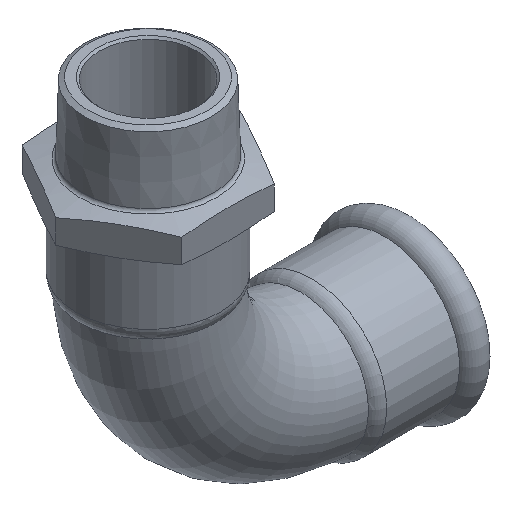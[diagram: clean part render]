
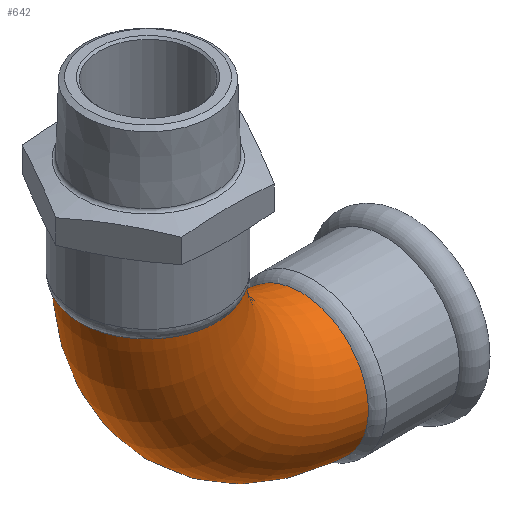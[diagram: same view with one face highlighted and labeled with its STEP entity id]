
A CAD part, isometric view. The second image highlights one B-rep face of the part: STEP entity #642.
In plain terms, the highlighted toroidal (fillet/blend) face has major radius 42 mm and minor radius 17.5 mm.
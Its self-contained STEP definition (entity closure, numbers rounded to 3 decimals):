
#15=B_SPLINE_CURVE_WITH_KNOTS('',3,(#1139,#1140,#1141,#1142,#1143,#1144,
#1145,#1146,#1147,#1148,#1149,#1150,#1151,#1152,#1153,#1154,#1155,#1156,
#1157,#1158),.UNSPECIFIED.,.F.,.F.,(4,2,2,2,2,2,2,2,2,4),(2.749,
3.421,4.105,4.789,5.474,6.161,
6.85,7.538,8.222,8.272),
 .UNSPECIFIED.);
#16=B_SPLINE_CURVE_WITH_KNOTS('',3,(#1159,#1160,#1161,#1162,#1163,#1164,
#1165,#1166,#1167,#1168,#1169,#1170,#1171,#1172,#1173,#1174,#1175,#1176,
#1177,#1178,#1179,#1180,#1181),.UNSPECIFIED.,.F.,.F.,(4,2,2,2,2,3,2,2,2,
2,4),(8.272,8.901,9.581,10.266,
10.655,11.043,11.73,12.415,13.099,
13.782,13.793),.UNSPECIFIED.);
#22=B_SPLINE_CURVE_WITH_KNOTS('',3,(#1298,#1299,#1300,#1301,#1302,#1303,
#1304,#1305,#1306,#1307,#1308,#1309,#1310,#1311,#1312,#1313,#1314,#1315,
#1316,#1317),.UNSPECIFIED.,.F.,.F.,(4,2,2,2,2,2,2,2,2,4),(0.,0.683,
1.366,2.05,2.735,3.422,4.109,
4.796,5.48,5.52),.UNSPECIFIED.);
#23=B_SPLINE_CURVE_WITH_KNOTS('',3,(#1318,#1319,#1320,#1321,#1322,#1323,
#1324,#1325,#1326,#1327,#1328,#1329,#1330,#1331,#1332,#1333,#1334,#1335,
#1336,#1337),.UNSPECIFIED.,.F.,.F.,(4,2,2,2,2,2,2,2,2,4),(5.52,
6.16,6.841,7.525,8.211,8.897,
9.582,10.266,10.653,11.039),
 .UNSPECIFIED.);
#127=FACE_OUTER_BOUND('',#161,.T.);
#161=EDGE_LOOP('',(#566,#567,#568,#569,#570,#571));
#222=CIRCLE('',#752,24.5);
#277=VERTEX_POINT('',#1136);
#278=VERTEX_POINT('',#1138);
#287=VERTEX_POINT('',#1296);
#288=VERTEX_POINT('',#1297);
#367=EDGE_CURVE('',#278,#277,#15,.T.);
#368=EDGE_CURVE('',#277,#278,#16,.T.);
#379=EDGE_CURVE('',#287,#288,#22,.T.);
#380=EDGE_CURVE('',#288,#287,#23,.T.);
#391=EDGE_CURVE('',#288,#277,#222,.T.);
#566=ORIENTED_EDGE('',*,*,#379,.T.);
#567=ORIENTED_EDGE('',*,*,#391,.T.);
#568=ORIENTED_EDGE('',*,*,#368,.T.);
#569=ORIENTED_EDGE('',*,*,#367,.T.);
#570=ORIENTED_EDGE('',*,*,#391,.F.);
#571=ORIENTED_EDGE('',*,*,#380,.T.);
#612=TOROIDAL_SURFACE('',#751,42.,17.5);
#642=ADVANCED_FACE('',(#127),#612,.T.);
#751=AXIS2_PLACEMENT_3D('',#1357,#948,#949);
#752=AXIS2_PLACEMENT_3D('',#1358,#950,#951);
#948=DIRECTION('center_axis',(0.,1.,0.));
#949=DIRECTION('ref_axis',(0.,0.,1.));
#950=DIRECTION('center_axis',(0.,-1.,0.));
#951=DIRECTION('ref_axis',(0.,0.,1.));
#1136=CARTESIAN_POINT('',(-28.892,0.,17.671));
#1138=CARTESIAN_POINT('',(-29.047,0.,-17.422));
#1139=CARTESIAN_POINT('Ctrl Pts',(-29.047,0.,
-17.422));
#1140=CARTESIAN_POINT('Ctrl Pts',(-29.047,-2.239,-17.422));
#1141=CARTESIAN_POINT('Ctrl Pts',(-29.046,-4.458,-16.992));
#1142=CARTESIAN_POINT('Ctrl Pts',(-29.043,-8.648,-15.303));
#1143=CARTESIAN_POINT('Ctrl Pts',(-29.041,-10.573,-14.047));
#1144=CARTESIAN_POINT('Ctrl Pts',(-29.034,-13.837,-10.866));
#1145=CARTESIAN_POINT('Ctrl Pts',(-29.029,-15.144,-8.971));
#1146=CARTESIAN_POINT('Ctrl Pts',(-29.018,-16.96,-4.783));
#1147=CARTESIAN_POINT('Ctrl Pts',(-29.011,-17.451,-2.529));
#1148=CARTESIAN_POINT('Ctrl Pts',(-28.994,-17.542,2.045));
#1149=CARTESIAN_POINT('Ctrl Pts',(-28.985,-17.14,4.322));
#1150=CARTESIAN_POINT('Ctrl Pts',(-28.963,-15.485,8.598));
#1151=CARTESIAN_POINT('Ctrl Pts',(-28.951,-14.247,10.555));
#1152=CARTESIAN_POINT('Ctrl Pts',(-28.927,-11.089,13.882));
#1153=CARTESIAN_POINT('Ctrl Pts',(-28.916,-9.199,15.22));
#1154=CARTESIAN_POINT('Ctrl Pts',(-28.898,-5.024,17.085));
#1155=CARTESIAN_POINT('Ctrl Pts',(-28.893,-2.781,17.598));
#1156=CARTESIAN_POINT('Ctrl Pts',(-28.892,-0.335,
17.669));
#1157=CARTESIAN_POINT('Ctrl Pts',(-28.892,-0.167,
17.671));
#1158=CARTESIAN_POINT('Ctrl Pts',(-28.892,0.,
17.671));
#1159=CARTESIAN_POINT('Ctrl Pts',(-28.892,0.,
17.671));
#1160=CARTESIAN_POINT('Ctrl Pts',(-28.892,2.094,17.671));
#1161=CARTESIAN_POINT('Ctrl Pts',(-28.896,4.172,17.293));
#1162=CARTESIAN_POINT('Ctrl Pts',(-28.911,8.256,15.757));
#1163=CARTESIAN_POINT('Ctrl Pts',(-28.922,10.201,14.553));
#1164=CARTESIAN_POINT('Ctrl Pts',(-28.945,13.538,11.462));
#1165=CARTESIAN_POINT('Ctrl Pts',(-28.957,14.894,9.599));
#1166=CARTESIAN_POINT('Ctrl Pts',(-28.975,16.404,6.355));
#1167=CARTESIAN_POINT('Ctrl Pts',(-28.981,16.82,5.122));
#1168=CARTESIAN_POINT('Ctrl Pts',(-28.992,17.372,2.589));
#1169=CARTESIAN_POINT('Ctrl Pts',(-28.997,17.508,1.296));
#1170=CARTESIAN_POINT('Ctrl Pts',(-29.002,17.5,0.));
#1171=CARTESIAN_POINT('Ctrl Pts',(-29.01,17.486,-2.288));
#1172=CARTESIAN_POINT('Ctrl Pts',(-29.017,17.025,-4.552));
#1173=CARTESIAN_POINT('Ctrl Pts',(-29.029,15.262,-8.77));
#1174=CARTESIAN_POINT('Ctrl Pts',(-29.033,13.979,-10.685));
#1175=CARTESIAN_POINT('Ctrl Pts',(-29.04,10.752,-13.911));
#1176=CARTESIAN_POINT('Ctrl Pts',(-29.043,8.841,-15.192));
#1177=CARTESIAN_POINT('Ctrl Pts',(-29.046,4.637,-16.949));
#1178=CARTESIAN_POINT('Ctrl Pts',(-29.047,2.385,-17.407));
#1179=CARTESIAN_POINT('Ctrl Pts',(-29.047,0.072,
-17.422));
#1180=CARTESIAN_POINT('Ctrl Pts',(-29.047,0.036,
-17.422));
#1181=CARTESIAN_POINT('Ctrl Pts',(-29.047,0.,
-17.422));
#1296=CARTESIAN_POINT('',(-85.429,0.,39.085));
#1297=CARTESIAN_POINT('',(-50.357,0.,39.358));
#1298=CARTESIAN_POINT('Ctrl Pts',(-85.429,0.,39.085));
#1299=CARTESIAN_POINT('Ctrl Pts',(-85.429,2.277,39.085));
#1300=CARTESIAN_POINT('Ctrl Pts',(-84.984,4.531,39.087));
#1301=CARTESIAN_POINT('Ctrl Pts',(-83.255,8.745,39.093));
#1302=CARTESIAN_POINT('Ctrl Pts',(-81.987,10.662,39.098));
#1303=CARTESIAN_POINT('Ctrl Pts',(-78.786,13.907,39.112));
#1304=CARTESIAN_POINT('Ctrl Pts',(-76.883,15.201,39.121));
#1305=CARTESIAN_POINT('Ctrl Pts',(-72.684,16.991,39.142));
#1306=CARTESIAN_POINT('Ctrl Pts',(-70.428,17.467,39.155));
#1307=CARTESIAN_POINT('Ctrl Pts',(-65.856,17.53,39.186));
#1308=CARTESIAN_POINT('Ctrl Pts',(-63.584,17.113,39.203));
#1309=CARTESIAN_POINT('Ctrl Pts',(-59.324,15.433,39.241));
#1310=CARTESIAN_POINT('Ctrl Pts',(-57.378,14.183,39.262));
#1311=CARTESIAN_POINT('Ctrl Pts',(-54.076,11.008,39.302));
#1312=CARTESIAN_POINT('Ctrl Pts',(-52.753,9.114,39.321));
#1313=CARTESIAN_POINT('Ctrl Pts',(-50.915,4.931,39.349));
#1314=CARTESIAN_POINT('Ctrl Pts',(-50.415,2.685,39.357));
#1315=CARTESIAN_POINT('Ctrl Pts',(-50.359,0.271,39.358));
#1316=CARTESIAN_POINT('Ctrl Pts',(-50.357,0.135,39.358));
#1317=CARTESIAN_POINT('Ctrl Pts',(-50.357,0.,
39.358));
#1318=CARTESIAN_POINT('Ctrl Pts',(-50.357,0.,
39.358));
#1319=CARTESIAN_POINT('Ctrl Pts',(-50.357,-2.13,39.358));
#1320=CARTESIAN_POINT('Ctrl Pts',(-50.748,-4.244,39.351));
#1321=CARTESIAN_POINT('Ctrl Pts',(-52.321,-8.355,39.327));
#1322=CARTESIAN_POINT('Ctrl Pts',(-53.538,-10.296,39.309));
#1323=CARTESIAN_POINT('Ctrl Pts',(-56.651,-13.615,39.27));
#1324=CARTESIAN_POINT('Ctrl Pts',(-58.52,-14.958,39.249));
#1325=CARTESIAN_POINT('Ctrl Pts',(-62.673,-16.858,39.211));
#1326=CARTESIAN_POINT('Ctrl Pts',(-64.919,-17.395,39.193));
#1327=CARTESIAN_POINT('Ctrl Pts',(-69.489,-17.577,39.161));
#1328=CARTESIAN_POINT('Ctrl Pts',(-71.769,-17.221,39.147));
#1329=CARTESIAN_POINT('Ctrl Pts',(-76.062,-15.656,39.124));
#1330=CARTESIAN_POINT('Ctrl Pts',(-78.034,-14.463,39.115));
#1331=CARTESIAN_POINT('Ctrl Pts',(-81.405,-11.388,39.101));
#1332=CARTESIAN_POINT('Ctrl Pts',(-82.774,-9.538,39.095));
#1333=CARTESIAN_POINT('Ctrl Pts',(-84.3,-6.312,39.09));
#1334=CARTESIAN_POINT('Ctrl Pts',(-84.721,-5.09,39.088));
#1335=CARTESIAN_POINT('Ctrl Pts',(-85.286,-2.574,39.086));
#1336=CARTESIAN_POINT('Ctrl Pts',(-85.429,-1.289,39.085));
#1337=CARTESIAN_POINT('Ctrl Pts',(-85.429,0.,39.085));
#1357=CARTESIAN_POINT('Origin',(-26.,0.,42.));
#1358=CARTESIAN_POINT('Origin',(-26.,0.,42.));
